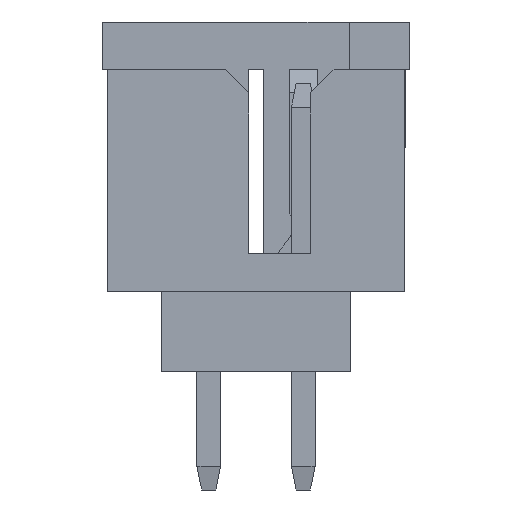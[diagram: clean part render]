
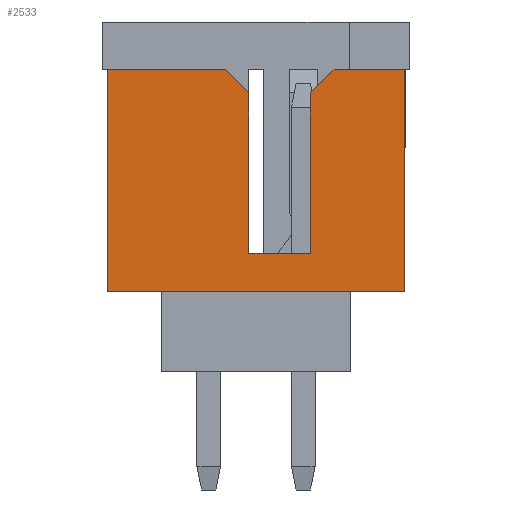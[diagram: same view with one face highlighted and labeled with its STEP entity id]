
A CAD part, left-side view. The second image highlights one B-rep face of the part: STEP entity #2533.
In plain terms, the highlighted planar face has unit normal (-1, 0, 0).
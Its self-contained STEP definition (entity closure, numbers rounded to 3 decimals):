
#1729=CARTESIAN_POINT('',(-11.325,3.15,3.9));
#1730=VERTEX_POINT('',#1729);
#1737=CARTESIAN_POINT('',(-11.325,0.65,3.9));
#1738=VERTEX_POINT('',#1737);
#1739=CARTESIAN_POINT('',(-11.325,3.15,3.9));
#1740=DIRECTION('',(0.,-1.,0.));
#1741=VECTOR('',#1740,2.5);
#1742=LINE('',#1739,#1741);
#1743=EDGE_CURVE('',#1730,#1738,#1742,.T.);
#2021=CARTESIAN_POINT('',(-11.325,0.15,0.));
#2022=VERTEX_POINT('',#2021);
#2030=CARTESIAN_POINT('',(-11.325,0.15,3.4));
#2031=VERTEX_POINT('',#2030);
#2038=CARTESIAN_POINT('',(-11.325,0.15,3.4));
#2039=DIRECTION('',(0.,0.,-1.));
#2040=VECTOR('',#2039,3.4);
#2041=LINE('',#2038,#2040);
#2042=EDGE_CURVE('',#2031,#2022,#2041,.T.);
#2052=CARTESIAN_POINT('',(-11.325,-1.15,0.));
#2053=VERTEX_POINT('',#2052);
#2060=CARTESIAN_POINT('',(-11.325,-1.15,3.4));
#2061=VERTEX_POINT('',#2060);
#2062=CARTESIAN_POINT('',(-11.325,-1.15,0.));
#2063=DIRECTION('',(0.,0.,1.));
#2064=VECTOR('',#2063,3.4);
#2065=LINE('',#2062,#2064);
#2066=EDGE_CURVE('',#2053,#2061,#2065,.T.);
#2173=CARTESIAN_POINT('',(-11.325,-1.65,3.9));
#2174=VERTEX_POINT('',#2173);
#2181=CARTESIAN_POINT('',(-11.325,-3.15,3.9));
#2182=VERTEX_POINT('',#2181);
#2183=CARTESIAN_POINT('',(-11.325,-1.65,3.9));
#2184=DIRECTION('',(0.,-1.,0.));
#2185=VECTOR('',#2184,1.5);
#2186=LINE('',#2183,#2185);
#2187=EDGE_CURVE('',#2174,#2182,#2186,.T.);
#2236=CARTESIAN_POINT('',(-11.325,0.65,3.9));
#2237=DIRECTION('',(0.,-0.707,-0.707));
#2238=VECTOR('',#2237,0.707);
#2239=LINE('',#2236,#2238);
#2240=EDGE_CURVE('',#1738,#2031,#2239,.T.);
#2336=CARTESIAN_POINT('',(-11.325,-1.15,3.4));
#2337=DIRECTION('',(0.,-0.707,0.707));
#2338=VECTOR('',#2337,0.707);
#2339=LINE('',#2336,#2338);
#2340=EDGE_CURVE('',#2061,#2174,#2339,.T.);
#2492=CARTESIAN_POINT('',(-11.325,0.,0.7));
#2493=DIRECTION('',(0.,-1.,0.));
#2494=DIRECTION('',(-1.,0.,0.));
#2495=AXIS2_PLACEMENT_3D('',#2492,#2494,#2493);
#2496=PLANE('',#2495);
#2497=CARTESIAN_POINT('',(-11.325,3.15,-0.8));
#2498=VERTEX_POINT('',#2497);
#2499=CARTESIAN_POINT('',(-11.325,3.15,3.9));
#2500=DIRECTION('',(0.,0.,-1.));
#2501=VECTOR('',#2500,4.7);
#2502=LINE('',#2499,#2501);
#2503=EDGE_CURVE('',#1730,#2498,#2502,.T.);
#2504=ORIENTED_EDGE('',*,*,#2503,.T.);
#2505=CARTESIAN_POINT('',(-11.325,-3.15,-0.8));
#2506=VERTEX_POINT('',#2505);
#2507=CARTESIAN_POINT('',(-11.325,3.15,-0.8));
#2508=DIRECTION('',(0.,-1.,0.));
#2509=VECTOR('',#2508,6.3);
#2510=LINE('',#2507,#2509);
#2511=EDGE_CURVE('',#2498,#2506,#2510,.T.);
#2512=ORIENTED_EDGE('',*,*,#2511,.T.);
#2513=CARTESIAN_POINT('',(-11.325,-3.15,-0.8));
#2514=DIRECTION('',(0.,0.,1.));
#2515=VECTOR('',#2514,4.7);
#2516=LINE('',#2513,#2515);
#2517=EDGE_CURVE('',#2506,#2182,#2516,.T.);
#2518=ORIENTED_EDGE('',*,*,#2517,.T.);
#2519=ORIENTED_EDGE('',*,*,#2187,.F.);
#2520=ORIENTED_EDGE('',*,*,#2340,.F.);
#2521=ORIENTED_EDGE('',*,*,#2066,.F.);
#2522=CARTESIAN_POINT('',(-11.325,-1.15,0.));
#2523=DIRECTION('',(0.,1.,0.));
#2524=VECTOR('',#2523,1.3);
#2525=LINE('',#2522,#2524);
#2526=EDGE_CURVE('',#2053,#2022,#2525,.T.);
#2527=ORIENTED_EDGE('',*,*,#2526,.T.);
#2528=ORIENTED_EDGE('',*,*,#2042,.F.);
#2529=ORIENTED_EDGE('',*,*,#2240,.F.);
#2530=ORIENTED_EDGE('',*,*,#1743,.F.);
#2531=EDGE_LOOP('',(#2504,#2512,#2518,#2519,#2520,#2521,#2527,#2528,#2529,#2530));
#2532=FACE_OUTER_BOUND('',#2531,.T.);
#2533=ADVANCED_FACE('',(#2532),#2496,.T.);
